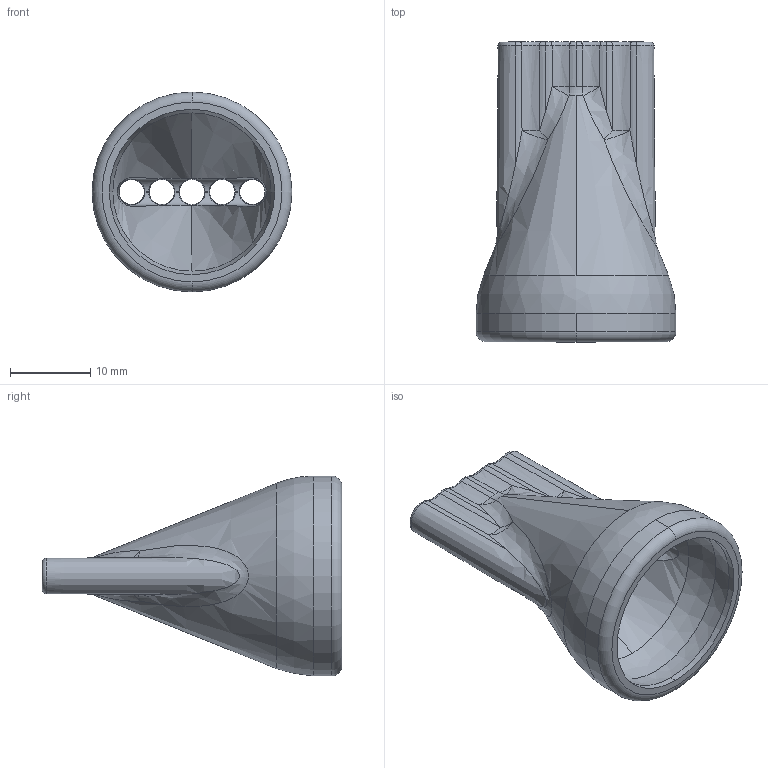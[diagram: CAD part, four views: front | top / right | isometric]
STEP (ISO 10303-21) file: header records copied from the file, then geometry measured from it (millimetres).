
FILE_DESCRIPTION (( 'STEP AP203' ), '1' );
FILE_NAME ('1-2 Flat 5 Hole Nozzle.STEP', '2005-02-04T23:46:42', ( 'mark lockwood' ), ( 'lockwood products inc.' ), 'SwSTEP 2.0', 'SolidWorks 2004146', '' );
FILE_SCHEMA (( 'CONFIG_CONTROL_DESIGN' ));
Length unit declared in the file: inch
Products named in the file (1): 1-2 Flat 5 Hole Nozzle
Bounding box: 24.87 x 37.3 x 24.87 mm (x, y, z)
Volume: 2972.4 mm3; surface area: 4352.2 mm2
Topology: 1 solids, 1 shells, 110 faces, 259 edges, 147 vertices
Faces by surface type: cone 38, bspline 22, torus 19, cylinder 12, sphere 11, plane 8
Entity records: 9883 total; most frequent: CARTESIAN_POINT 7410, ORIENTED_EDGE 512, DIRECTION 490, EDGE_CURVE 256, AXIS2_PLACEMENT_3D 219, VERTEX_POINT 147, CIRCLE 130, EDGE_LOOP 119
